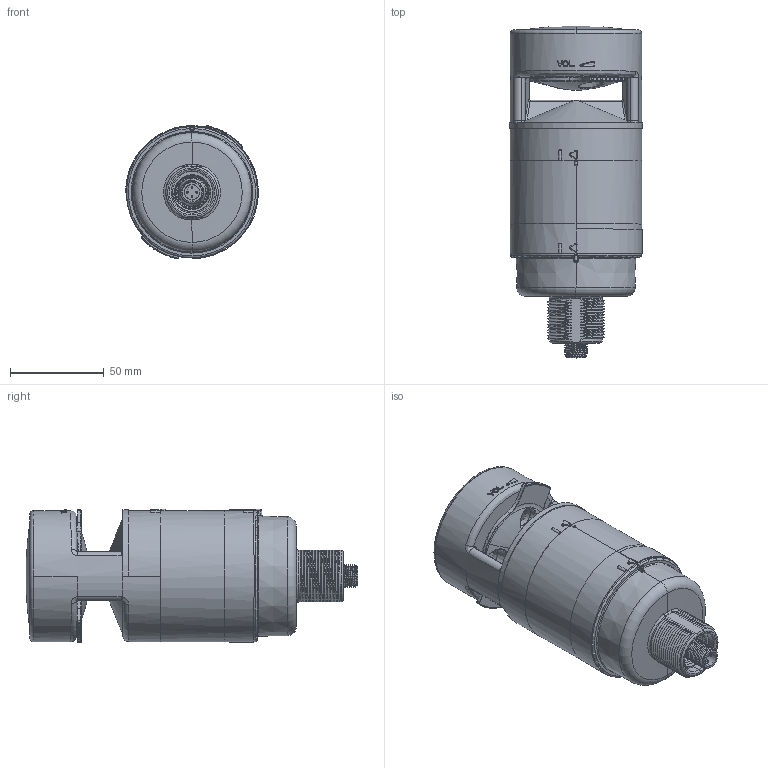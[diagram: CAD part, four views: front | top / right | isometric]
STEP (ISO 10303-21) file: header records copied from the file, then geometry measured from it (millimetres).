
FILE_DESCRIPTION((''),'2;1');
FILE_NAME('181448_ASM','2014-08-08T',('pdmadmin'),(''),'PRO/ENGINEER BY PARAMETRIC TECHNOLOGY CORPORATION, 2013230','PRO/ENGINEER BY PARAMETRIC TECHNOLOGY CORPORATION, 2013230','');
FILE_SCHEMA(('CONFIG_CONTROL_DESIGN'));
Length unit declared in the file: millimetre
Products named in the file (9): 180077; 180482; 08427; 179879; 179880; 180306; 180307; 180308; 181448_ASM
Assembly tree (8 placements, depth 2):
  181448_ASM
    180077
    180482
    08427
    179879
    179880
    180306
    180307
    180308
Bounding box: 71 x 177.21 x 71.25 mm (x, y, z)
Volume: 163893.4 mm3; surface area: 121188.1 mm2
Topology: 8 solids, 10 shells, 2016 faces, 5005 edges, 3053 vertices
Faces by surface type: cylinder 611, bspline 572, plane 391, torus 181, cone 156, sphere 79, extrusion 22, revolution 4
Entity records: 113721 total; most frequent: CARTESIAN_POINT 70296, ORIENTED_EDGE 9990, DIRECTION 7814, EDGE_CURVE 4999, AXIS2_PLACEMENT_3D 3241, VERTEX_POINT 3053, EDGE_LOOP 2120, FACE_OUTER_BOUND 2016
